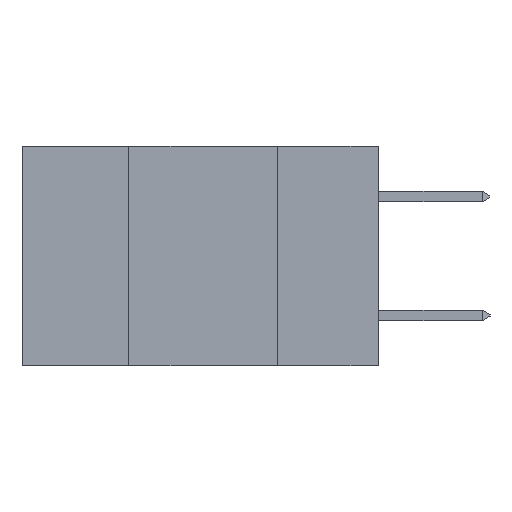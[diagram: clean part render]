
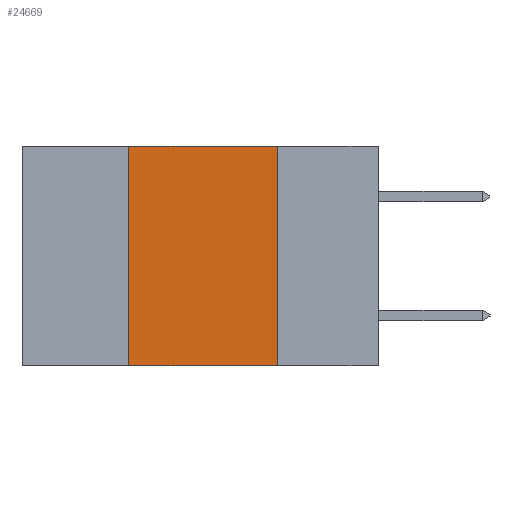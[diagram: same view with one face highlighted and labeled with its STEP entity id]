
A CAD part, left-side view. The second image highlights one B-rep face of the part: STEP entity #24669.
In plain terms, the highlighted planar face has unit normal (-1, 0, 0).
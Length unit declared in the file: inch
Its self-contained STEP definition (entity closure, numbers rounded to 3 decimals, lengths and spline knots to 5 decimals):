
#1034 = ORIENTED_EDGE ( 'NONE', *, *, #14035, .F. ) ;
#1152 = DIRECTION ( 'NONE',  ( 0., -1., 0. ) ) ;
#1336 = CARTESIAN_POINT ( 'NONE',  ( 0., 0.17, -0.37 ) ) ;
#1685 = PLANE ( 'NONE',  #6365 ) ;
#2612 = VECTOR ( 'NONE', #6771, 39.37008 ) ;
#2804 = CARTESIAN_POINT ( 'NONE',  ( 0., 0.6, -0.37 ) ) ;
#2911 = DIRECTION ( 'NONE',  ( 0., 0., 1. ) ) ;
#3083 = LINE ( 'NONE', #6794, #13029 ) ;
#3168 = ORIENTED_EDGE ( 'NONE', *, *, #23731, .F. ) ;
#3545 = FACE_OUTER_BOUND ( 'NONE', #5523, .T. ) ;
#3642 = DIRECTION ( 'NONE',  ( 0., 0., -1. ) ) ;
#3650 = CARTESIAN_POINT ( 'NONE',  ( 0., 0.42, -0.37 ) ) ;
#5523 = EDGE_LOOP ( 'NONE', ( #19486, #1034, #3168, #16508 ) ) ;
#6365 = AXIS2_PLACEMENT_3D ( 'NONE', #7507, #15553, #3642 ) ;
#6771 = DIRECTION ( 'NONE',  ( 0., -1., 0. ) ) ;
#6794 = CARTESIAN_POINT ( 'NONE',  ( 0., 0.42, -0.37 ) ) ;
#7507 = CARTESIAN_POINT ( 'NONE',  ( 0., 0.6, 0. ) ) ;
#7830 = LINE ( 'NONE', #2804, #2612 ) ;
#8031 = LINE ( 'NONE', #24532, #19165 ) ;
#10871 = VECTOR ( 'NONE', #11585, 39.37008 ) ;
#11552 = EDGE_CURVE ( 'NONE', #25058, #12832, #25087, .T. ) ;
#11585 = DIRECTION ( 'NONE',  ( 0., 0., -1. ) ) ;
#11997 = EDGE_CURVE ( 'NONE', #12300, #12832, #7830, .T. ) ;
#12300 = VERTEX_POINT ( 'NONE', #3650 ) ;
#12832 = VERTEX_POINT ( 'NONE', #1336 ) ;
#13029 = VECTOR ( 'NONE', #2911, 39.37008 ) ;
#14035 = EDGE_CURVE ( 'NONE', #15607, #25058, #8031, .T. ) ;
#15553 = DIRECTION ( 'NONE',  ( 1., 0., 0. ) ) ;
#15607 = VERTEX_POINT ( 'NONE', #23391 ) ;
#16508 = ORIENTED_EDGE ( 'NONE', *, *, #11997, .T. ) ;
#16530 = CARTESIAN_POINT ( 'NONE',  ( 0., 0.17, 0. ) ) ;
#19165 = VECTOR ( 'NONE', #1152, 39.37008 ) ;
#19486 = ORIENTED_EDGE ( 'NONE', *, *, #11552, .F. ) ;
#21287 = CARTESIAN_POINT ( 'NONE',  ( 0., 0.17, -0.37 ) ) ;
#23391 = CARTESIAN_POINT ( 'NONE',  ( 0., 0.42, 0. ) ) ;
#23731 = EDGE_CURVE ( 'NONE', #12300, #15607, #3083, .T. ) ;
#24532 = CARTESIAN_POINT ( 'NONE',  ( 0., 0.6, 0. ) ) ;
#24669 = ADVANCED_FACE ( 'NONE', ( #3545 ), #1685, .F. ) ;
#25058 = VERTEX_POINT ( 'NONE', #16530 ) ;
#25087 = LINE ( 'NONE', #21287, #10871 ) ;
